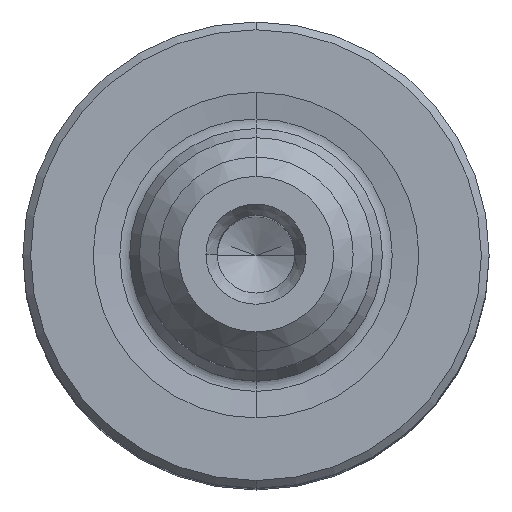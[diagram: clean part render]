
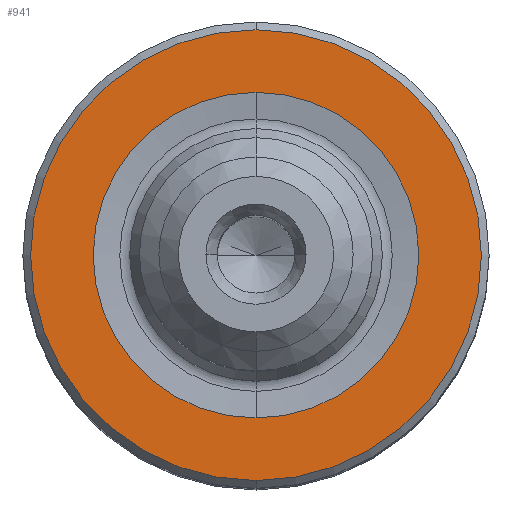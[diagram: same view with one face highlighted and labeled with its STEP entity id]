
A CAD part, top view. The second image highlights one B-rep face of the part: STEP entity #941.
In plain terms, the highlighted face is planar.
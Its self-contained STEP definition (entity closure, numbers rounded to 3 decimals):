
#236=CARTESIAN_POINT('',(0.,0.,0.));
#237=DIRECTION('',(0.,0.,1.));
#238=DIRECTION('',(0.,1.,0.));
#239=AXIS2_PLACEMENT_3D('',#236,#237,#238);
#244=CARTESIAN_POINT('',(0.,0.,0.));
#245=DIRECTION('',(0.,0.,-1.));
#246=DIRECTION('',(0.,1.,0.));
#247=AXIS2_PLACEMENT_3D('',#244,#245,#246);
#252=CARTESIAN_POINT('',(0.,0.,0.));
#253=DIRECTION('',(0.,0.,-1.));
#254=DIRECTION('',(0.,1.,0.));
#255=AXIS2_PLACEMENT_3D('',#252,#253,#254);
#260=CARTESIAN_POINT('',(0.,0.,0.));
#261=DIRECTION('',(0.,0.,1.));
#262=DIRECTION('',(0.,1.,0.));
#263=AXIS2_PLACEMENT_3D('',#260,#261,#262);
#654=CARTESIAN_POINT('',(0.,4.19,0.));
#655=VERTEX_POINT('',#654);
#678=CARTESIAN_POINT('',(0.,-4.19,0.));
#679=VERTEX_POINT('',#678);
#714=CARTESIAN_POINT('',(0.,5.8,0.));
#715=VERTEX_POINT('',#714);
#716=CARTESIAN_POINT('',(0.,-5.8,0.));
#717=VERTEX_POINT('',#716);
#926=CARTESIAN_POINT('',(0.,0.,0.));
#927=DIRECTION('',(0.,0.,-1.));
#928=DIRECTION('',(0.,-1.,0.));
#929=AXIS2_PLACEMENT_3D('',#926,#927,#928);
#930=PLANE('',#929);
#931=ORIENTED_EDGE('',*,*,#908,.T.);
#932=ORIENTED_EDGE('',*,*,#919,.F.);
#933=EDGE_LOOP('',(#931,#932));
#934=FACE_OUTER_BOUND('',#933,.F.);
#936=ORIENTED_EDGE('',*,*,#935,.T.);
#938=ORIENTED_EDGE('',*,*,#937,.F.);
#939=EDGE_LOOP('',(#936,#938));
#940=FACE_BOUND('',#939,.F.);
#941=ADVANCED_FACE('',(#934,#940),#930,.T.);
#240=CIRCLE('',#239,5.8);
#248=CIRCLE('',#247,5.8);
#256=CIRCLE('',#255,4.19);
#264=CIRCLE('',#263,4.19);
#908=EDGE_CURVE('',#715,#717,#240,.T.);
#919=EDGE_CURVE('',#715,#717,#248,.T.);
#935=EDGE_CURVE('',#655,#679,#256,.T.);
#937=EDGE_CURVE('',#655,#679,#264,.T.);
